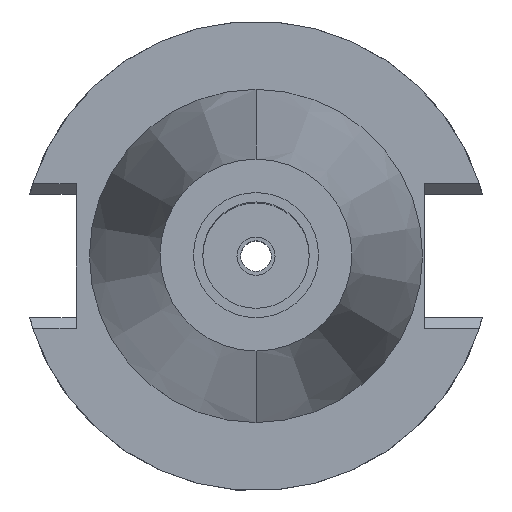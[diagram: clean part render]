
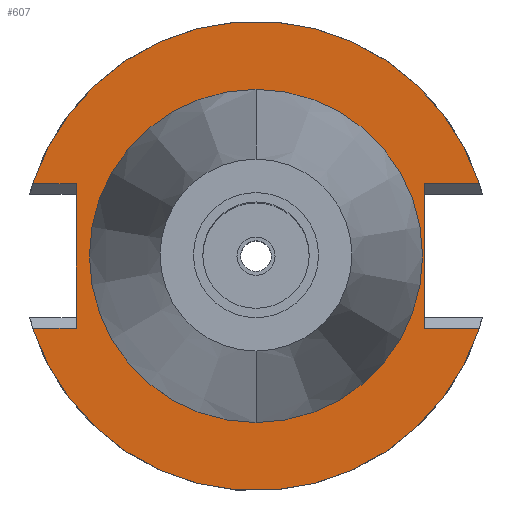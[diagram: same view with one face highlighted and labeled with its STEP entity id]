
A CAD part, top view. The second image highlights one B-rep face of the part: STEP entity #607.
In plain terms, the highlighted planar face has unit normal (0, 0, 1).
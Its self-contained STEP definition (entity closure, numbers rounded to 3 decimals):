
#2 = DIRECTION ( 'NONE',  ( 0., -1., 0. ) ) ;
#43 = VERTEX_POINT ( 'NONE', #472 ) ;
#121 = EDGE_CURVE ( 'NONE', #43, #2502, #711, .T. ) ;
#169 = DIRECTION ( 'NONE',  ( 0., -1., 0. ) ) ;
#176 = DIRECTION ( 'NONE',  ( 0., 1., 0. ) ) ;
#182 = CIRCLE ( 'NONE', #2048, 49.212 ) ;
#192 = CARTESIAN_POINT ( 'NONE',  ( 0., 0., -1.5 ) ) ;
#246 = DIRECTION ( 'NONE',  ( 0., 0., 1. ) ) ;
#268 = LINE ( 'NONE', #1273, #2174 ) ;
#270 = EDGE_CURVE ( 'NONE', #43, #938, #1015, .T. ) ;
#280 = DIRECTION ( 'NONE',  ( 1., 0., 0. ) ) ;
#380 = VERTEX_POINT ( 'NONE', #2443 ) ;
#410 = VERTEX_POINT ( 'NONE', #1945 ) ;
#435 = ORIENTED_EDGE ( 'NONE', *, *, #270, .F. ) ;
#472 = CARTESIAN_POINT ( 'NONE',  ( -37.68, -15.155, -1.5 ) ) ;
#516 = AXIS2_PLACEMENT_3D ( 'NONE', #3006, #246, #1809 ) ;
#602 = VECTOR ( 'NONE', #1099, 1000. ) ;
#607 = ADVANCED_FACE ( 'NONE', ( #2047, #1510 ), #3299, .F. ) ;
#620 = CIRCLE ( 'NONE', #2497, 34.925 ) ;
#653 = EDGE_CURVE ( 'NONE', #410, #1161, #2162, .T. ) ;
#684 = DIRECTION ( 'NONE',  ( 0., 0., 1. ) ) ;
#711 = LINE ( 'NONE', #1187, #923 ) ;
#850 = CARTESIAN_POINT ( 'NONE',  ( 35.27, 15.155, -1.5 ) ) ;
#889 = ORIENTED_EDGE ( 'NONE', *, *, #936, .T. ) ;
#923 = VECTOR ( 'NONE', #1429, 1000. ) ;
#936 = EDGE_CURVE ( 'NONE', #2757, #2770, #1048, .T. ) ;
#938 = VERTEX_POINT ( 'NONE', #2585 ) ;
#997 = CARTESIAN_POINT ( 'NONE',  ( 0., 0., -1.5 ) ) ;
#1005 = EDGE_CURVE ( 'NONE', #2757, #1297, #268, .T. ) ;
#1015 = LINE ( 'NONE', #3043, #2873 ) ;
#1019 = ORIENTED_EDGE ( 'NONE', *, *, #653, .F. ) ;
#1048 = LINE ( 'NONE', #3085, #2369 ) ;
#1062 = CARTESIAN_POINT ( 'NONE',  ( -37.68, 15.155, -1.5 ) ) ;
#1064 = ORIENTED_EDGE ( 'NONE', *, *, #2805, .F. ) ;
#1075 = CARTESIAN_POINT ( 'NONE',  ( 46.821, 15.155, -1.5 ) ) ;
#1099 = DIRECTION ( 'NONE',  ( -1., 0., 0. ) ) ;
#1161 = VERTEX_POINT ( 'NONE', #1344 ) ;
#1187 = CARTESIAN_POINT ( 'NONE',  ( -37.68, -15.155, -1.5 ) ) ;
#1238 = CIRCLE ( 'NONE', #2206, 49.212 ) ;
#1244 = DIRECTION ( 'NONE',  ( 0., -1., 0. ) ) ;
#1273 = CARTESIAN_POINT ( 'NONE',  ( 35.27, 15.155, -1.5 ) ) ;
#1274 = CARTESIAN_POINT ( 'NONE',  ( 35.27, -15.155, -1.5 ) ) ;
#1297 = VERTEX_POINT ( 'NONE', #2635 ) ;
#1344 = CARTESIAN_POINT ( 'NONE',  ( 0., -34.925, -1.5 ) ) ;
#1351 = EDGE_CURVE ( 'NONE', #1161, #410, #620, .T. ) ;
#1383 = CARTESIAN_POINT ( 'NONE',  ( 46.821, -15.155, -1.5 ) ) ;
#1429 = DIRECTION ( 'NONE',  ( -1., 0., 0. ) ) ;
#1510 = FACE_BOUND ( 'NONE', #3211, .T. ) ;
#1547 = EDGE_CURVE ( 'NONE', #1297, #2441, #2056, .T. ) ;
#1686 = ORIENTED_EDGE ( 'NONE', *, *, #2801, .F. ) ;
#1687 = CARTESIAN_POINT ( 'NONE',  ( 0., 0., -1.5 ) ) ;
#1692 = ORIENTED_EDGE ( 'NONE', *, *, #1351, .F. ) ;
#1741 = VECTOR ( 'NONE', #3304, 1000. ) ;
#1809 = DIRECTION ( 'NONE',  ( 0., 1., 0. ) ) ;
#1865 = LINE ( 'NONE', #1062, #602 ) ;
#1904 = CARTESIAN_POINT ( 'NONE',  ( 0., 0., -1.5 ) ) ;
#1945 = CARTESIAN_POINT ( 'NONE',  ( 0., 34.925, -1.5 ) ) ;
#1967 = EDGE_LOOP ( 'NONE', ( #2214, #1686, #3178, #2032, #889, #2398, #1064, #435 ) ) ;
#2032 = ORIENTED_EDGE ( 'NONE', *, *, #1005, .F. ) ;
#2047 = FACE_OUTER_BOUND ( 'NONE', #1967, .T. ) ;
#2048 = AXIS2_PLACEMENT_3D ( 'NONE', #1904, #2082, #2373 ) ;
#2056 = LINE ( 'NONE', #1274, #1741 ) ;
#2082 = DIRECTION ( 'NONE',  ( 0., 0., -1. ) ) ;
#2162 = CIRCLE ( 'NONE', #516, 34.925 ) ;
#2173 = CARTESIAN_POINT ( 'NONE',  ( -46.821, -15.155, -1.5 ) ) ;
#2174 = VECTOR ( 'NONE', #2, 1000. ) ;
#2206 = AXIS2_PLACEMENT_3D ( 'NONE', #192, #2482, #176 ) ;
#2214 = ORIENTED_EDGE ( 'NONE', *, *, #121, .T. ) ;
#2369 = VECTOR ( 'NONE', #280, 1000. ) ;
#2373 = DIRECTION ( 'NONE',  ( 0., -1., 0. ) ) ;
#2398 = ORIENTED_EDGE ( 'NONE', *, *, #2685, .F. ) ;
#2441 = VERTEX_POINT ( 'NONE', #1383 ) ;
#2443 = CARTESIAN_POINT ( 'NONE',  ( -46.821, 15.155, -1.5 ) ) ;
#2482 = DIRECTION ( 'NONE',  ( 0., 0., -1. ) ) ;
#2497 = AXIS2_PLACEMENT_3D ( 'NONE', #1687, #684, #169 ) ;
#2502 = VERTEX_POINT ( 'NONE', #2173 ) ;
#2585 = CARTESIAN_POINT ( 'NONE',  ( -37.68, 15.155, -1.5 ) ) ;
#2593 = AXIS2_PLACEMENT_3D ( 'NONE', #997, #3262, #1244 ) ;
#2635 = CARTESIAN_POINT ( 'NONE',  ( 35.27, -15.155, -1.5 ) ) ;
#2685 = EDGE_CURVE ( 'NONE', #380, #2770, #1238, .T. ) ;
#2757 = VERTEX_POINT ( 'NONE', #850 ) ;
#2770 = VERTEX_POINT ( 'NONE', #1075 ) ;
#2777 = DIRECTION ( 'NONE',  ( 0., 1., 0. ) ) ;
#2801 = EDGE_CURVE ( 'NONE', #2441, #2502, #182, .T. ) ;
#2805 = EDGE_CURVE ( 'NONE', #938, #380, #1865, .T. ) ;
#2873 = VECTOR ( 'NONE', #2777, 1000. ) ;
#3006 = CARTESIAN_POINT ( 'NONE',  ( 0., 0., -1.5 ) ) ;
#3043 = CARTESIAN_POINT ( 'NONE',  ( -37.68, -15.155, -1.5 ) ) ;
#3085 = CARTESIAN_POINT ( 'NONE',  ( 35.27, 15.155, -1.5 ) ) ;
#3178 = ORIENTED_EDGE ( 'NONE', *, *, #1547, .F. ) ;
#3211 = EDGE_LOOP ( 'NONE', ( #1019, #1692 ) ) ;
#3262 = DIRECTION ( 'NONE',  ( 0., 0., -1. ) ) ;
#3299 = PLANE ( 'NONE',  #2593 ) ;
#3304 = DIRECTION ( 'NONE',  ( 1., 0., 0. ) ) ;
